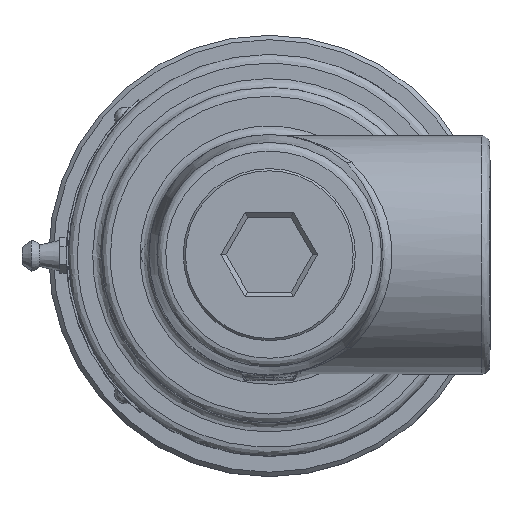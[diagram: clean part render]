
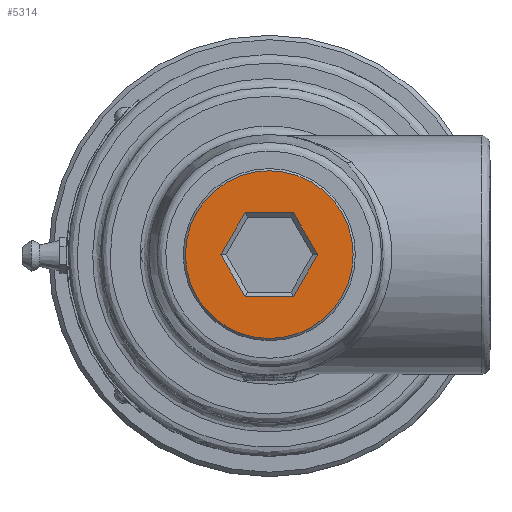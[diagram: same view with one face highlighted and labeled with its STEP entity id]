
A CAD part, top view. The second image highlights one B-rep face of the part: STEP entity #5314.
In plain terms, the highlighted planar face has unit normal (0, 0, 1).
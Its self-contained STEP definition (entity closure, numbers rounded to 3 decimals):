
#4 = LINE ( 'NONE', #12961, #14341 ) ;
#7 = ORIENTED_EDGE ( 'NONE', *, *, #13919, .T. ) ;
#131 = CARTESIAN_POINT ( 'NONE',  ( 10.97, 0., 142.5 ) ) ;
#242 = CARTESIAN_POINT ( 'NONE',  ( -5.485, 9.5, 142.5 ) ) ;
#360 = LINE ( 'NONE', #131, #5222 ) ;
#555 = ORIENTED_EDGE ( 'NONE', *, *, #10771, .F. ) ;
#873 = CARTESIAN_POINT ( 'NONE',  ( 0., -9.5, 142.5 ) ) ;
#1157 = VECTOR ( 'NONE', #15302, 1000. ) ;
#1429 = PLANE ( 'NONE',  #7056 ) ;
#1490 = ORIENTED_EDGE ( 'NONE', *, *, #10551, .T. ) ;
#1569 = VECTOR ( 'NONE', #14045, 1000. ) ;
#2014 = LINE ( 'NONE', #873, #1569 ) ;
#2173 = VERTEX_POINT ( 'NONE', #10074 ) ;
#2397 = VERTEX_POINT ( 'NONE', #7804 ) ;
#3437 = CIRCLE ( 'NONE', #5733, 19. ) ;
#3761 = LINE ( 'NONE', #9570, #16714 ) ;
#3854 = DIRECTION ( 'NONE',  ( 1., 0., 0. ) ) ;
#4275 = VERTEX_POINT ( 'NONE', #242 ) ;
#4650 = CARTESIAN_POINT ( 'NONE',  ( 0., 0., 142.5 ) ) ;
#4878 = VERTEX_POINT ( 'NONE', #14575 ) ;
#5222 = VECTOR ( 'NONE', #15232, 1000. ) ;
#5314 = ADVANCED_FACE ( 'NONE', ( #14019, #14704 ), #1429, .T. ) ;
#5733 = AXIS2_PLACEMENT_3D ( 'NONE', #8100, #6543, #18334 ) ;
#5885 = DIRECTION ( 'NONE',  ( 0.5, 0.866, 0. ) ) ;
#6543 = DIRECTION ( 'NONE',  ( 0., 0., -1. ) ) ;
#7056 = AXIS2_PLACEMENT_3D ( 'NONE', #4650, #10667, #17948 ) ;
#7208 = EDGE_CURVE ( 'NONE', #4275, #4878, #3761, .T. ) ;
#7804 = CARTESIAN_POINT ( 'NONE',  ( -5.485, -9.5, 142.5 ) ) ;
#7851 = ORIENTED_EDGE ( 'NONE', *, *, #7208, .T. ) ;
#8100 = CARTESIAN_POINT ( 'NONE',  ( 0., 0., 142.5 ) ) ;
#8437 = VECTOR ( 'NONE', #5885, 1000. ) ;
#8569 = EDGE_CURVE ( 'NONE', #2397, #8754, #14120, .T. ) ;
#8754 = VERTEX_POINT ( 'NONE', #18956 ) ;
#9570 = CARTESIAN_POINT ( 'NONE',  ( 0., 9.5, 142.5 ) ) ;
#10074 = CARTESIAN_POINT ( 'NONE',  ( 10.97, 0., 142.5 ) ) ;
#10551 = EDGE_CURVE ( 'NONE', #4878, #2173, #4, .T. ) ;
#10667 = DIRECTION ( 'NONE',  ( 0., 0., 1. ) ) ;
#10771 = EDGE_CURVE ( 'NONE', #13296, #13296, #3437, .T. ) ;
#11130 = ORIENTED_EDGE ( 'NONE', *, *, #16509, .T. ) ;
#12178 = CARTESIAN_POINT ( 'NONE',  ( 5.485, -9.5, 142.5 ) ) ;
#12961 = CARTESIAN_POINT ( 'NONE',  ( 5.485, 9.5, 142.5 ) ) ;
#13296 = VERTEX_POINT ( 'NONE', #16105 ) ;
#13638 = EDGE_LOOP ( 'NONE', ( #555 ) ) ;
#13919 = EDGE_CURVE ( 'NONE', #8754, #4275, #18825, .T. ) ;
#14019 = FACE_BOUND ( 'NONE', #16863, .T. ) ;
#14045 = DIRECTION ( 'NONE',  ( -1., 0., 0. ) ) ;
#14120 = LINE ( 'NONE', #16843, #1157 ) ;
#14281 = ORIENTED_EDGE ( 'NONE', *, *, #15382, .T. ) ;
#14341 = VECTOR ( 'NONE', #14442, 1000. ) ;
#14442 = DIRECTION ( 'NONE',  ( 0.5, -0.866, 0. ) ) ;
#14575 = CARTESIAN_POINT ( 'NONE',  ( 5.485, 9.5, 142.5 ) ) ;
#14704 = FACE_OUTER_BOUND ( 'NONE', #13638, .T. ) ;
#14724 = CARTESIAN_POINT ( 'NONE',  ( -10.97, 0., 142.5 ) ) ;
#15232 = DIRECTION ( 'NONE',  ( -0.5, -0.866, 0. ) ) ;
#15247 = VERTEX_POINT ( 'NONE', #12178 ) ;
#15302 = DIRECTION ( 'NONE',  ( -0.5, 0.866, 0. ) ) ;
#15382 = EDGE_CURVE ( 'NONE', #15247, #2397, #2014, .T. ) ;
#16105 = CARTESIAN_POINT ( 'NONE',  ( 0., 19., 142.5 ) ) ;
#16509 = EDGE_CURVE ( 'NONE', #2173, #15247, #360, .T. ) ;
#16714 = VECTOR ( 'NONE', #3854, 1000. ) ;
#16843 = CARTESIAN_POINT ( 'NONE',  ( -5.485, -9.5, 142.5 ) ) ;
#16863 = EDGE_LOOP ( 'NONE', ( #14281, #18357, #7, #7851, #1490, #11130 ) ) ;
#17948 = DIRECTION ( 'NONE',  ( 1., 0., 0. ) ) ;
#18334 = DIRECTION ( 'NONE',  ( 0., 1., 0. ) ) ;
#18357 = ORIENTED_EDGE ( 'NONE', *, *, #8569, .T. ) ;
#18825 = LINE ( 'NONE', #14724, #8437 ) ;
#18956 = CARTESIAN_POINT ( 'NONE',  ( -10.97, 0., 142.5 ) ) ;
